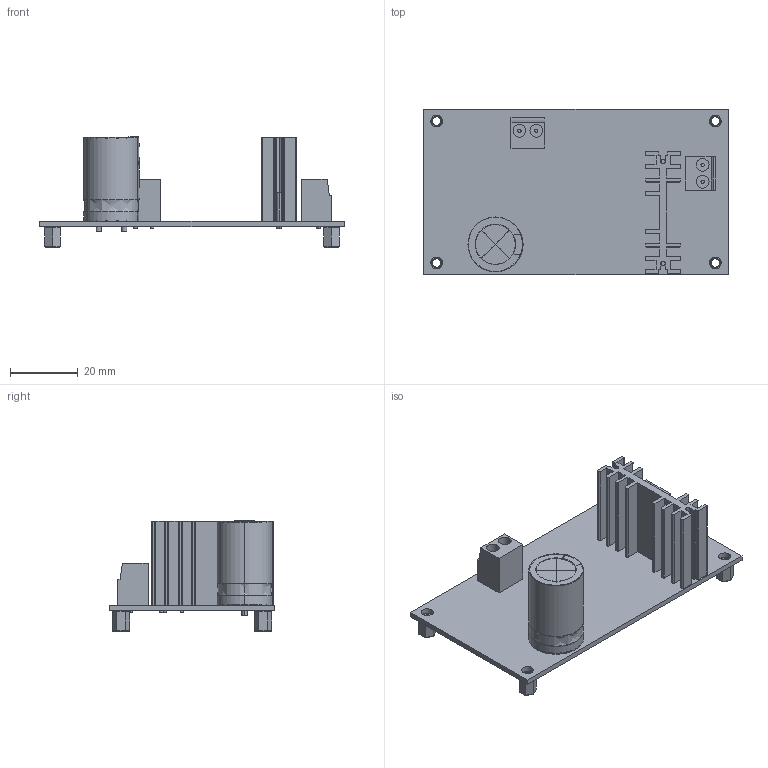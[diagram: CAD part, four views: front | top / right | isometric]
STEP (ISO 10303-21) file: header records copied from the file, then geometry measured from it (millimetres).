
FILE_DESCRIPTION (( 'STEP AP214' ), '1' );
FILE_NAME ('Power Supply 24V Open Frame (6mm spacers).STEP', '2025-10-30T18:00:18', ( '' ), ( '' ), 'SwSTEP 2.0', 'SolidWorks 2024', '' );
FILE_SCHEMA (( 'AUTOMOTIVE_DESIGN' ));
Length unit declared in the file: millimetre
Products named in the file (1): Power Supply 24V Open Frame (6mm spacers)
Bounding box: 90 x 49 x 32.66 mm (x, y, z)
Volume: 14621.2 mm3; surface area: 24321.5 mm2
Topology: 24 solids, 24 shells, 498 faces, 1202 edges, 766 vertices
Faces by surface type: plane 227, cylinder 207, torus 30, cone 20, bspline 14
Entity records: 22388 total; most frequent: CARTESIAN_POINT 4881, DIRECTION 2478, ORIENTED_EDGE 2404, EDGE_CURVE 1202, AXIS2_PLACEMENT_3D 889, VERTEX_POINT 766, VECTOR 700, LINE 700
